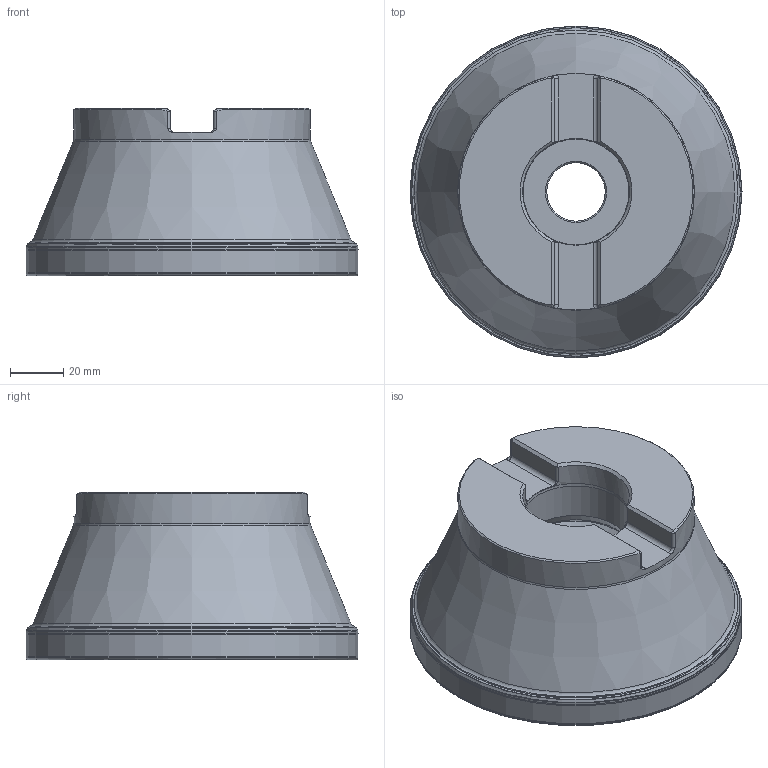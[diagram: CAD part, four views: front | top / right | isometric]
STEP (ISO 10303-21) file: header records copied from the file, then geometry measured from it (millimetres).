
FILE_DESCRIPTION(/* description */ (''),/* implementation_level */ '2;1');
FILE_NAME(/* name */ '125A09R_S90TN16_C_203009973ndi000_00_SIM.stp',/* time_stamp */ '2021-03-24T10:50:25+01:00',/* author */ (''),/* organization */ (''),/* preprocessor_version */ 'ST-DEVELOPER v16.7',/* originating_system */ 'SIEMENS PLM Software NX 12.0',/* authorisation */ '');
FILE_SCHEMA (('AUTOMOTIVE_DESIGN { 1 0 10303 214 3 1 1 1 }'));
Length unit declared in the file: millimetre
Products named in the file (1): lf192108540Cgsv3
Bounding box: 125 x 125 x 62.99 mm (x, y, z)
Volume: 466415.9 mm3; surface area: 60724.9 mm2
Topology: 2 solids, 2 shells, 114 faces, 260 edges, 144 vertices
Faces by surface type: revolution 36, cone 24, cylinder 20, plane 18, torus 16
Full cylindrical faces by diameter (mm): 22 x1, 40.008 x1, 40.2 x1, 56.1 x1, 89 x1, 123.2 x1
Entity records: 3236 total; most frequent: CARTESIAN_POINT 938, DIRECTION 470, ORIENTED_EDGE 370, AXIS2_PLACEMENT_3D 195, EDGE_CURVE 185, EDGE_LOOP 182, VERTEX_POINT 139, FACE_BOUND 136
